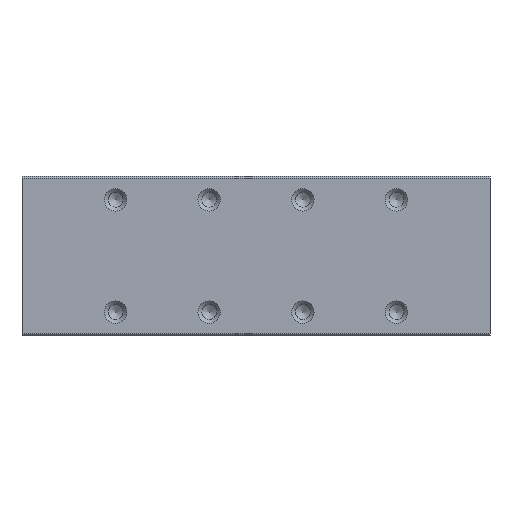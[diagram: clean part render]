
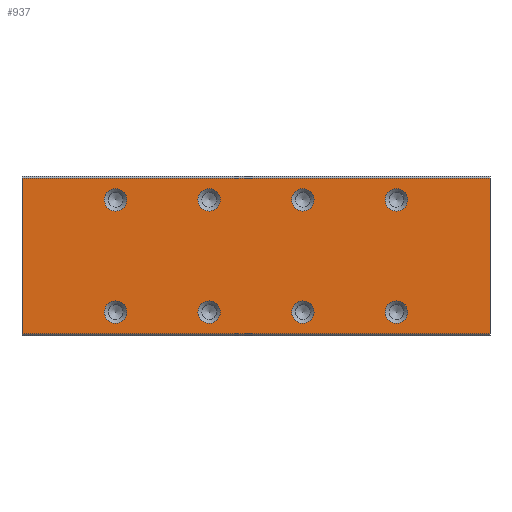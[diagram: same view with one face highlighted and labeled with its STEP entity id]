
A CAD part, top view. The second image highlights one B-rep face of the part: STEP entity #937.
In plain terms, the highlighted planar face has unit normal (0, 0, 1).
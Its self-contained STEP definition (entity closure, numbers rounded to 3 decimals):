
#783=FACE_BOUND('',#1340,.T.);
#784=FACE_BOUND('',#1341,.T.);
#785=FACE_BOUND('',#1342,.T.);
#786=FACE_BOUND('',#1343,.T.);
#787=FACE_BOUND('',#1344,.T.);
#788=FACE_BOUND('',#1345,.T.);
#789=FACE_BOUND('',#1346,.T.);
#790=FACE_BOUND('',#1347,.T.);
#791=FACE_BOUND('',#1348,.T.);
#860=CIRCLE('',#3309,1.2);
#861=CIRCLE('',#3310,1.2);
#862=CIRCLE('',#3311,1.2);
#863=CIRCLE('',#3312,1.2);
#864=CIRCLE('',#3313,1.2);
#865=CIRCLE('',#3314,1.2);
#866=CIRCLE('',#3315,1.2);
#867=CIRCLE('',#3316,1.2);
#937=ADVANCED_FACE('',(#783,#784,#785,#786,#787,#788,#789,#790,#791),#1080,
 .F.);
#1080=PLANE('',#3317);
#1340=EDGE_LOOP('',(#1729));
#1341=EDGE_LOOP('',(#1730));
#1342=EDGE_LOOP('',(#1731));
#1343=EDGE_LOOP('',(#1732));
#1344=EDGE_LOOP('',(#1733));
#1345=EDGE_LOOP('',(#1734));
#1346=EDGE_LOOP('',(#1735));
#1347=EDGE_LOOP('',(#1736));
#1348=EDGE_LOOP('',(#1737,#1738,#1739,#1740));
#1729=ORIENTED_EDGE('',*,*,#2606,.T.);
#1730=ORIENTED_EDGE('',*,*,#2607,.T.);
#1731=ORIENTED_EDGE('',*,*,#2608,.T.);
#1732=ORIENTED_EDGE('',*,*,#2609,.T.);
#1733=ORIENTED_EDGE('',*,*,#2610,.T.);
#1734=ORIENTED_EDGE('',*,*,#2611,.T.);
#1735=ORIENTED_EDGE('',*,*,#2612,.T.);
#1736=ORIENTED_EDGE('',*,*,#2613,.T.);
#1737=ORIENTED_EDGE('',*,*,#2614,.T.);
#1738=ORIENTED_EDGE('',*,*,#2615,.T.);
#1739=ORIENTED_EDGE('',*,*,#2616,.F.);
#1740=ORIENTED_EDGE('',*,*,#2617,.T.);
#2325=VERTEX_POINT('',#4587);
#2326=VERTEX_POINT('',#4589);
#2327=VERTEX_POINT('',#4591);
#2328=VERTEX_POINT('',#4593);
#2329=VERTEX_POINT('',#4595);
#2330=VERTEX_POINT('',#4597);
#2331=VERTEX_POINT('',#4599);
#2332=VERTEX_POINT('',#4601);
#2333=VERTEX_POINT('',#4603);
#2334=VERTEX_POINT('',#4604);
#2335=VERTEX_POINT('',#4606);
#2336=VERTEX_POINT('',#4608);
#2606=EDGE_CURVE('',#2325,#2325,#860,.T.);
#2607=EDGE_CURVE('',#2326,#2326,#861,.T.);
#2608=EDGE_CURVE('',#2327,#2327,#862,.T.);
#2609=EDGE_CURVE('',#2328,#2328,#863,.T.);
#2610=EDGE_CURVE('',#2329,#2329,#864,.T.);
#2611=EDGE_CURVE('',#2330,#2330,#865,.T.);
#2612=EDGE_CURVE('',#2331,#2331,#866,.T.);
#2613=EDGE_CURVE('',#2332,#2332,#867,.T.);
#2614=EDGE_CURVE('',#2333,#2334,#2903,.T.);
#2615=EDGE_CURVE('',#2334,#2335,#2904,.T.);
#2616=EDGE_CURVE('',#2336,#2335,#2905,.T.);
#2617=EDGE_CURVE('',#2336,#2333,#2906,.T.);
#2903=LINE('',#4602,#3130);
#2904=LINE('',#4605,#3131);
#2905=LINE('',#4607,#3132);
#2906=LINE('',#4609,#3133);
#3130=VECTOR('',#3713,1.);
#3131=VECTOR('',#3714,1.);
#3132=VECTOR('',#3715,1.);
#3133=VECTOR('',#3716,1.);
#3309=AXIS2_PLACEMENT_3D('',#4586,#3697,#3698);
#3310=AXIS2_PLACEMENT_3D('',#4588,#3699,#3700);
#3311=AXIS2_PLACEMENT_3D('',#4590,#3701,#3702);
#3312=AXIS2_PLACEMENT_3D('',#4592,#3703,#3704);
#3313=AXIS2_PLACEMENT_3D('',#4594,#3705,#3706);
#3314=AXIS2_PLACEMENT_3D('',#4596,#3707,#3708);
#3315=AXIS2_PLACEMENT_3D('',#4598,#3709,#3710);
#3316=AXIS2_PLACEMENT_3D('',#4600,#3711,#3712);
#3317=AXIS2_PLACEMENT_3D('',#4610,#3717,#3718);
#3697=DIRECTION('',(0.,0.,-1.));
#3698=DIRECTION('',(-1.,0.,0.));
#3699=DIRECTION('',(0.,0.,-1.));
#3700=DIRECTION('',(-1.,0.,0.));
#3701=DIRECTION('',(0.,0.,-1.));
#3702=DIRECTION('',(-1.,0.,0.));
#3703=DIRECTION('',(0.,0.,-1.));
#3704=DIRECTION('',(-1.,0.,0.));
#3705=DIRECTION('',(0.,0.,-1.));
#3706=DIRECTION('',(-1.,0.,0.));
#3707=DIRECTION('',(0.,0.,-1.));
#3708=DIRECTION('',(-1.,0.,0.));
#3709=DIRECTION('',(0.,0.,-1.));
#3710=DIRECTION('',(-1.,0.,0.));
#3711=DIRECTION('',(0.,0.,-1.));
#3712=DIRECTION('',(-1.,0.,0.));
#3713=DIRECTION('',(0.,-1.,0.));
#3714=DIRECTION('',(1.,0.,0.));
#3715=DIRECTION('',(0.,-1.,0.));
#3716=DIRECTION('',(-1.,0.,0.));
#3717=DIRECTION('',(0.,0.,-1.));
#3718=DIRECTION('',(-1.,0.,0.));
#4586=CARTESIAN_POINT('',(15.,6.,8.));
#4587=CARTESIAN_POINT('',(13.8,6.,8.));
#4588=CARTESIAN_POINT('',(5.,6.,8.));
#4589=CARTESIAN_POINT('',(3.8,6.,8.));
#4590=CARTESIAN_POINT('',(-5.,6.,8.));
#4591=CARTESIAN_POINT('',(-6.2,6.,8.));
#4592=CARTESIAN_POINT('',(15.,-6.,8.));
#4593=CARTESIAN_POINT('',(13.8,-6.,8.));
#4594=CARTESIAN_POINT('',(5.,-6.,8.));
#4595=CARTESIAN_POINT('',(3.8,-6.,8.));
#4596=CARTESIAN_POINT('',(-5.,-6.,8.));
#4597=CARTESIAN_POINT('',(-6.2,-6.,8.));
#4598=CARTESIAN_POINT('',(-15.,6.,8.));
#4599=CARTESIAN_POINT('',(-16.2,6.,8.));
#4600=CARTESIAN_POINT('',(-15.,-6.,8.));
#4601=CARTESIAN_POINT('',(-16.2,-6.,8.));
#4602=CARTESIAN_POINT('',(-25.,8.5,8.));
#4603=CARTESIAN_POINT('',(-25.,8.3,8.));
#4604=CARTESIAN_POINT('',(-25.,-8.3,8.));
#4605=CARTESIAN_POINT('',(25.,-8.3,8.));
#4606=CARTESIAN_POINT('',(25.,-8.3,8.));
#4607=CARTESIAN_POINT('',(25.,8.5,8.));
#4608=CARTESIAN_POINT('',(25.,8.3,8.));
#4609=CARTESIAN_POINT('',(25.,8.3,8.));
#4610=CARTESIAN_POINT('',(25.,8.5,8.));
